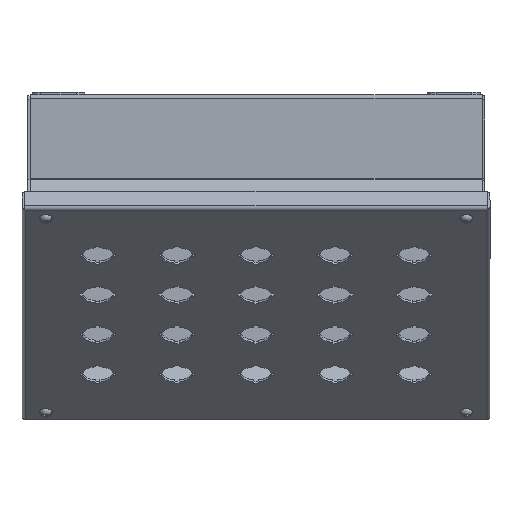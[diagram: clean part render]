
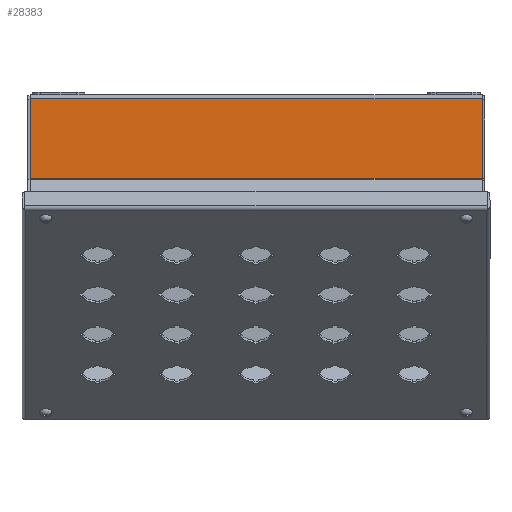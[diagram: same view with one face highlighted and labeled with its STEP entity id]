
A CAD part, top view. The second image highlights one B-rep face of the part: STEP entity #28383.
In plain terms, the highlighted planar face has unit normal (0, 0, 1).
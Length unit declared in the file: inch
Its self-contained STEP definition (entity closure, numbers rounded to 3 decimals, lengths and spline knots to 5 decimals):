
#1131 = ORIENTED_EDGE ( 'NONE', *, *, #13428, .T. ) ;
#1552 = VERTEX_POINT ( 'NONE', #27794 ) ;
#1776 = DIRECTION ( 'NONE',  ( 0., 1., 0. ) ) ;
#3162 = DIRECTION ( 'NONE',  ( 0., 0., -1. ) ) ;
#5849 = DIRECTION ( 'NONE',  ( -1., 0., 0. ) ) ;
#5894 = LINE ( 'NONE', #15853, #24690 ) ;
#6512 = LINE ( 'NONE', #16295, #13991 ) ;
#8811 = EDGE_LOOP ( 'NONE', ( #12791, #25072, #20830, #1131 ) ) ;
#9441 = VERTEX_POINT ( 'NONE', #32018 ) ;
#10726 = VECTOR ( 'NONE', #29849, 39.37008 ) ;
#10846 = FACE_OUTER_BOUND ( 'NONE', #8811, .T. ) ;
#12791 = ORIENTED_EDGE ( 'NONE', *, *, #30782, .F. ) ;
#13187 = CARTESIAN_POINT ( 'NONE',  ( -6.428, 1.31893, 5.3334 ) ) ;
#13410 = DIRECTION ( 'NONE',  ( 1., 0., 0. ) ) ;
#13428 = EDGE_CURVE ( 'NONE', #28678, #1552, #6512, .T. ) ;
#13818 = VERTEX_POINT ( 'NONE', #20803 ) ;
#13991 = VECTOR ( 'NONE', #1776, 39.37008 ) ;
#15161 = LINE ( 'NONE', #13187, #28060 ) ;
#15237 = DIRECTION ( 'NONE',  ( -1., 0., 0. ) ) ;
#15815 = EDGE_CURVE ( 'NONE', #28678, #13818, #15161, .T. ) ;
#15853 = CARTESIAN_POINT ( 'NONE',  ( -6.428, 3.60728, 5.3334 ) ) ;
#15997 = CARTESIAN_POINT ( 'NONE',  ( 6.428, 1.31893, 5.3334 ) ) ;
#16295 = CARTESIAN_POINT ( 'NONE',  ( 6.428, -5.13719, 5.3334 ) ) ;
#20159 = PLANE ( 'NONE',  #22737 ) ;
#20803 = CARTESIAN_POINT ( 'NONE',  ( -6.428, 1.31893, 5.3334 ) ) ;
#20830 = ORIENTED_EDGE ( 'NONE', *, *, #15815, .F. ) ;
#22737 = AXIS2_PLACEMENT_3D ( 'NONE', #28131, #3162, #15237 ) ;
#24690 = VECTOR ( 'NONE', #13410, 39.37008 ) ;
#25072 = ORIENTED_EDGE ( 'NONE', *, *, #26245, .F. ) ;
#26245 = EDGE_CURVE ( 'NONE', #13818, #9441, #29696, .T. ) ;
#27408 = CARTESIAN_POINT ( 'NONE',  ( -6.428, -4.84722, 5.3334 ) ) ;
#27794 = CARTESIAN_POINT ( 'NONE',  ( 6.428, 3.60728, 5.3334 ) ) ;
#28060 = VECTOR ( 'NONE', #5849, 39.37008 ) ;
#28131 = CARTESIAN_POINT ( 'NONE',  ( -6.428, 3.71528, 5.3334 ) ) ;
#28383 = ADVANCED_FACE ( 'NONE', ( #10846 ), #20159, .F. ) ;
#28678 = VERTEX_POINT ( 'NONE', #15997 ) ;
#29696 = LINE ( 'NONE', #27408, #10726 ) ;
#29849 = DIRECTION ( 'NONE',  ( 0., 1., 0. ) ) ;
#30782 = EDGE_CURVE ( 'NONE', #9441, #1552, #5894, .T. ) ;
#32018 = CARTESIAN_POINT ( 'NONE',  ( -6.428, 3.60728, 5.3334 ) ) ;
